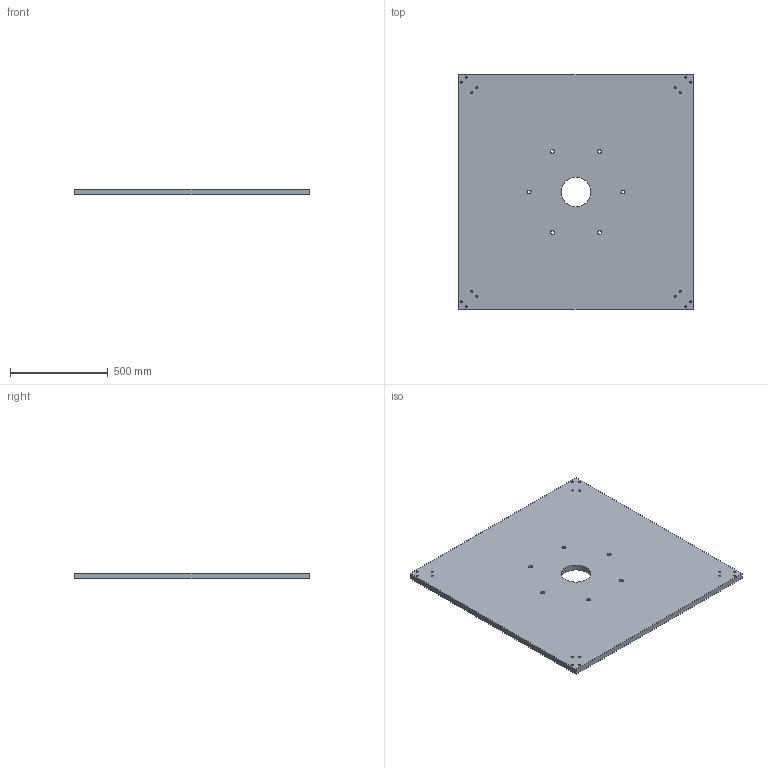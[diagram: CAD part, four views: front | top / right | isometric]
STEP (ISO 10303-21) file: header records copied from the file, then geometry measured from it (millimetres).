
FILE_DESCRIPTION(('CoCreate Modeling STEP Export'),'2;1');
FILE_NAME('m65.stp','2011-05-24T12:42:40',(''),(''),'CoCreate Modeling STEP processor for AP214 (Solid Model)','CoCreate Modeling 18.0P1120 20-Nov-2010 (C) Parametric Technology GmbH','');
FILE_SCHEMA(('AUTOMOTIVE_DESIGN { 1 0 10303 214 1 1 1 1 }'));
Length unit declared in the file: millimetre
Products named in the file (1): BODY_50____SOL489_-_WSP__MASTER.PRT
Bounding box: 1200 x 1200 x 30 mm (x, y, z)
Volume: 42576038 mm3; surface area: 3022986.9 mm2
Topology: 1 solids, 1 shells, 52 faces, 158 edges, 108 vertices
Faces by surface type: cylinder 46, plane 6
Entity records: 1916 total; most frequent: CARTESIAN_POINT 347, ORIENTED_EDGE 316, DIRECTION 252, EDGE_CURVE 158, VERTEX_POINT 108, EDGE_LOOP 98, AXIS2_PLACEMENT_3D 97, VECTOR 58
